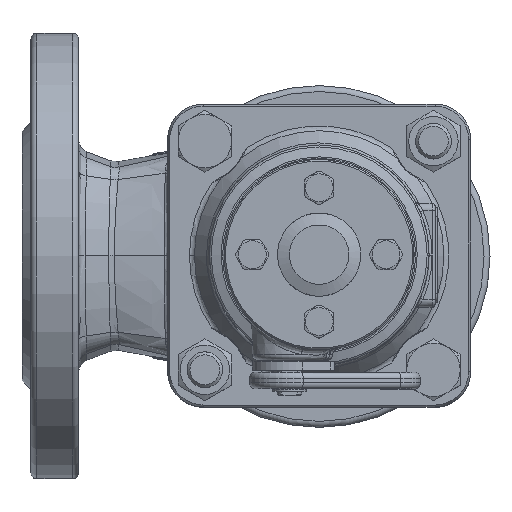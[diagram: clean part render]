
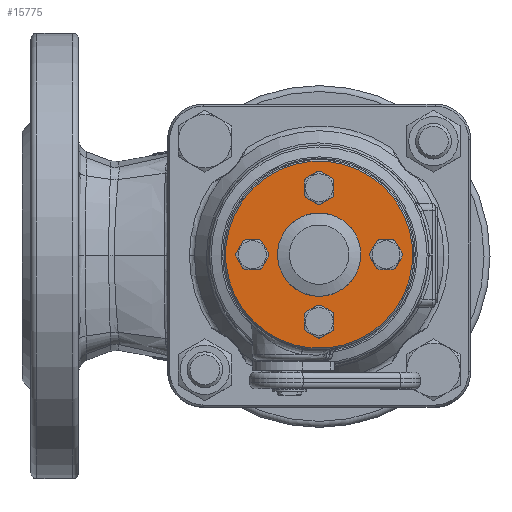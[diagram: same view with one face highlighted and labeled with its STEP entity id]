
A CAD part, top view. The second image highlights one B-rep face of the part: STEP entity #15775.
In plain terms, the highlighted planar face has unit normal (0, 0, 1).
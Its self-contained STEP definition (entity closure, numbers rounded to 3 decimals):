
#15539=CARTESIAN_POINT('',(22.274,22.274,255.5));
#15540=VERTEX_POINT('',#15539);
#15541=CARTESIAN_POINT('',(-22.274,-22.274,255.5));
#15542=VERTEX_POINT('',#15541);
#15543=CARTESIAN_POINT('',(0.,0.,255.5));
#15544=DIRECTION('',(-0.,-0.,1.));
#15545=DIRECTION('',(-0.707,-0.707,-0.));
#15546=AXIS2_PLACEMENT_3D('',#15543,#15544,#15545);
#15547=CIRCLE('',#15546,31.5);
#15548=EDGE_CURVE('NONE',#15540,#15542,#15547,.T.);
#15550=CARTESIAN_POINT('',(0.,0.,255.5));
#15551=DIRECTION('',(-0.,-0.,1.));
#15552=DIRECTION('',(-0.707,-0.707,-0.));
#15553=AXIS2_PLACEMENT_3D('',#15550,#15551,#15552);
#15554=CIRCLE('',#15553,31.5);
#15555=EDGE_CURVE('NONE',#15542,#15540,#15554,.T.);
#15611=CARTESIAN_POINT('',(9.899,9.9,255.5));
#15612=VERTEX_POINT('',#15611);
#15613=CARTESIAN_POINT('',(-9.9,-9.899,255.5));
#15614=VERTEX_POINT('',#15613);
#15615=CARTESIAN_POINT('',(0.,0.,255.5));
#15616=DIRECTION('',(0.,0.,-1.));
#15617=DIRECTION('',(-0.707,-0.707,-0.));
#15618=AXIS2_PLACEMENT_3D('',#15615,#15616,#15617);
#15619=CIRCLE('',#15618,14.);
#15620=EDGE_CURVE('NONE',#15612,#15614,#15619,.T.);
#15622=CARTESIAN_POINT('',(0.,0.,255.5));
#15623=DIRECTION('',(0.,0.,-1.));
#15624=DIRECTION('',(-0.707,-0.707,-0.));
#15625=AXIS2_PLACEMENT_3D('',#15622,#15623,#15624);
#15626=CIRCLE('',#15625,14.);
#15627=EDGE_CURVE('NONE',#15614,#15612,#15626,.T.);
#15762=CARTESIAN_POINT('',(22.627,-22.627,255.5));
#15763=DIRECTION('',(0.,0.,-1.));
#15764=DIRECTION('',(-0.707,-0.707,-0.));
#15765=AXIS2_PLACEMENT_3D('',#15762,#15763,#15764);
#15766=PLANE('',#15765);
#15767=ORIENTED_EDGE('',*,*,#15555,.T.);
#15768=ORIENTED_EDGE('',*,*,#15548,.T.);
#15769=EDGE_LOOP('',(#15767,#15768));
#15770=FACE_BOUND('',#15769,.T.);
#15771=ORIENTED_EDGE('',*,*,#15627,.T.);
#15772=ORIENTED_EDGE('',*,*,#15620,.T.);
#15773=EDGE_LOOP('',(#15771,#15772));
#15774=FACE_BOUND('',#15773,.T.);
#15775=ADVANCED_FACE('NONE',(#15770,#15774),#15766,.F.);
